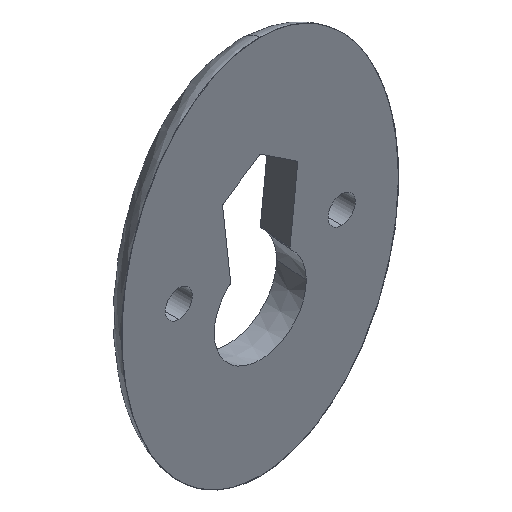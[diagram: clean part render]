
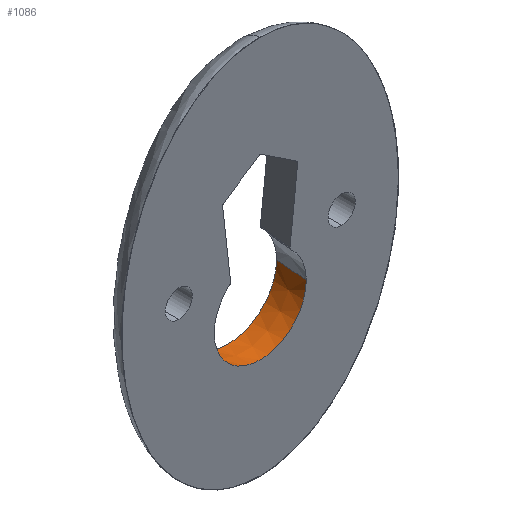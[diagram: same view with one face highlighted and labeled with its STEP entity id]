
A CAD part, isometric view. The second image highlights one B-rep face of the part: STEP entity #1086.
In plain terms, the highlighted conical face has half-angle 5 degrees and reference radius 4.5 mm.
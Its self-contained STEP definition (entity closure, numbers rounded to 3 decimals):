
#33 = EDGE_LOOP ( 'NONE', ( #1535, #1424, #746, #673 ) ) ;
#54 = EDGE_CURVE ( 'NONE', #1125, #1407, #204, .T. ) ;
#106 = EDGE_CURVE ( 'NONE', #1073, #1407, #494, .T. ) ;
#153 = CARTESIAN_POINT ( 'NONE',  ( 0., 3., -4. ) ) ;
#165 = EDGE_CURVE ( 'NONE', #447, #1073, #1563, .T. ) ;
#204 = LINE ( 'NONE', #688, #694 ) ;
#391 = CARTESIAN_POINT ( 'NONE',  ( -4.5, 3., -4. ) ) ;
#418 = DIRECTION ( 'NONE',  ( 0., -1., 0. ) ) ;
#447 = VERTEX_POINT ( 'NONE', #1521 ) ;
#474 = CARTESIAN_POINT ( 'NONE',  ( -4.5, 3., -4. ) ) ;
#494 = CIRCLE ( 'NONE', #1382, 4.5 ) ;
#531 = DIRECTION ( 'NONE',  ( 0., 1., 0. ) ) ;
#573 = EDGE_CURVE ( 'NONE', #447, #1125, #1435, .T. ) ;
#617 = AXIS2_PLACEMENT_3D ( 'NONE', #794, #418, #1538 ) ;
#673 = ORIENTED_EDGE ( 'NONE', *, *, #165, .F. ) ;
#688 = CARTESIAN_POINT ( 'NONE',  ( 4.5, 3., -4. ) ) ;
#694 = VECTOR ( 'NONE', #796, 1000. ) ;
#718 = DIRECTION ( 'NONE',  ( -1., 0., 0. ) ) ;
#746 = ORIENTED_EDGE ( 'NONE', *, *, #106, .F. ) ;
#763 = DIRECTION ( 'NONE',  ( -1., 0., 0. ) ) ;
#780 = FACE_OUTER_BOUND ( 'NONE', #33, .T. ) ;
#794 = CARTESIAN_POINT ( 'NONE',  ( 0., 0., -4. ) ) ;
#796 = DIRECTION ( 'NONE',  ( 0.087, 0.996, 0. ) ) ;
#840 = CARTESIAN_POINT ( 'NONE',  ( 0., 3., -4. ) ) ;
#905 = VECTOR ( 'NONE', #964, 1000. ) ;
#964 = DIRECTION ( 'NONE',  ( -0.087, 0.996, 0. ) ) ;
#1019 = CARTESIAN_POINT ( 'NONE',  ( 4.238, 0., -4. ) ) ;
#1073 = VERTEX_POINT ( 'NONE', #391 ) ;
#1086 = ADVANCED_FACE ( 'NONE', ( #780 ), #1396, .F. ) ;
#1125 = VERTEX_POINT ( 'NONE', #1019 ) ;
#1127 = CARTESIAN_POINT ( 'NONE',  ( 4.5, 3., -4. ) ) ;
#1319 = AXIS2_PLACEMENT_3D ( 'NONE', #153, #531, #763 ) ;
#1382 = AXIS2_PLACEMENT_3D ( 'NONE', #840, #1462, #718 ) ;
#1396 = CONICAL_SURFACE ( 'NONE', #1319, 4.5, 0.087 ) ;
#1407 = VERTEX_POINT ( 'NONE', #1127 ) ;
#1424 = ORIENTED_EDGE ( 'NONE', *, *, #54, .T. ) ;
#1435 = CIRCLE ( 'NONE', #617, 4.238 ) ;
#1462 = DIRECTION ( 'NONE',  ( 0., -1., 0. ) ) ;
#1521 = CARTESIAN_POINT ( 'NONE',  ( -4.238, 0., -4. ) ) ;
#1535 = ORIENTED_EDGE ( 'NONE', *, *, #573, .T. ) ;
#1538 = DIRECTION ( 'NONE',  ( -1., 0., 0. ) ) ;
#1563 = LINE ( 'NONE', #474, #905 ) ;
